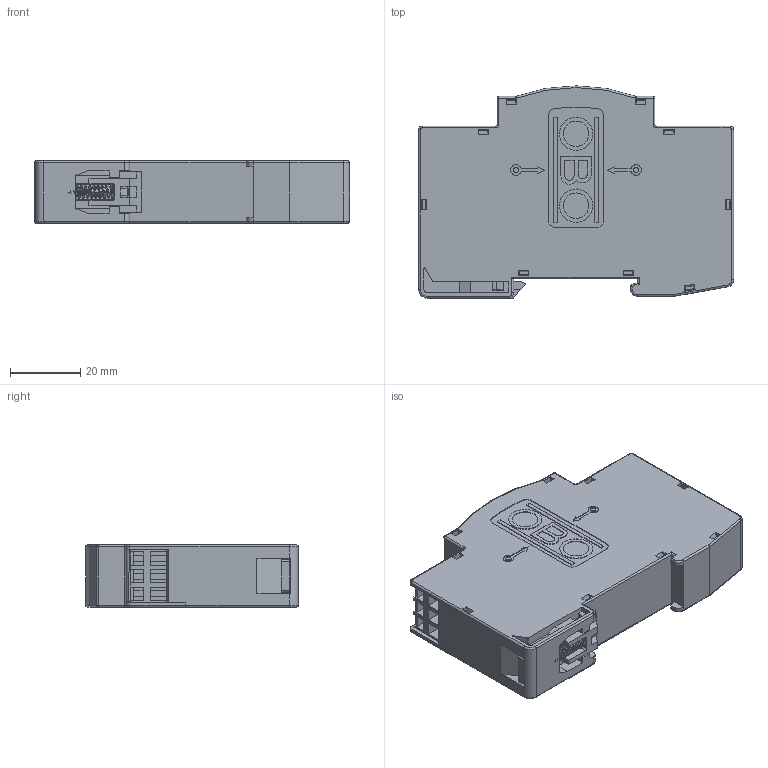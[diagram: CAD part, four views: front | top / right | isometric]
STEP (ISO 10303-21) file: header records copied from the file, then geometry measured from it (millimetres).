
FILE_DESCRIPTION(('Creo Elements/Direct Modeling STEP Export'),'2;1');
FILE_NAME('5097976.stp','2022-09-01T15:10:51',(''),(''),'Creo Elements/Direct Modeling STEP processor for AP214 (Solid Model)','Creo Elements/Direct Modeling 18.0B 02-Dec-2011 (C) Parametric Technology GmbH','');
FILE_SCHEMA(('AUTOMOTIVE_DESIGN { 1 0 10303 214 1 1 1 1 }'));
Length unit declared in the file: millimetre
Products named in the file (8): Gehaeusedeckel; Klemmleiste-3-PE-4; Klemmleiste-1-PE-2; Skin_Group1; Rasthaken; Gehaeuse-FRD-FLD; Blitzbarriere.1
Assembly tree (7 placements, depth 3):
  Blitzbarriere.1
    Gehaeuse-FRD-FLD
    Rasthaken
      Rasthaken
      Skin_Group1
    Klemmleiste-1-PE-2
    Klemmleiste-3-PE-4
    Gehaeusedeckel
Bounding box: 89.82 x 60.5 x 17.8 mm (x, y, z)
Volume: 26168 mm3; surface area: 37496 mm2
Topology: 6 solids, 6 shells, 1205 faces, 3434 edges, 2258 vertices
Faces by surface type: plane 951, cylinder 201, torus 24, cone 21, sphere 4, bspline 4
Entity records: 45591 total; most frequent: CARTESIAN_POINT 13965, ORIENTED_EDGE 6860, DIRECTION 6009, EDGE_CURVE 3430, VECTOR 2829, LINE 2829, VERTEX_POINT 2258, AXIS2_PLACEMENT_3D 1590
